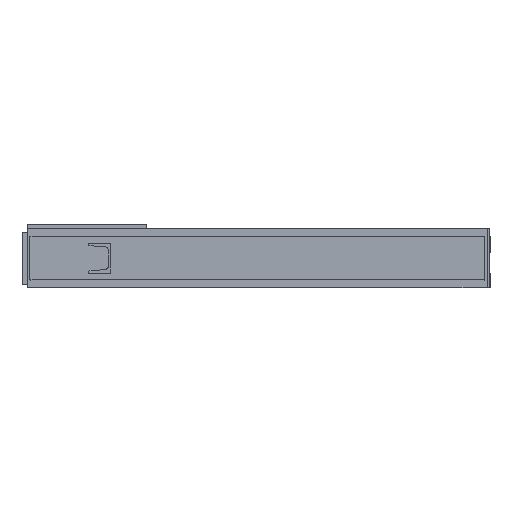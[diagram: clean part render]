
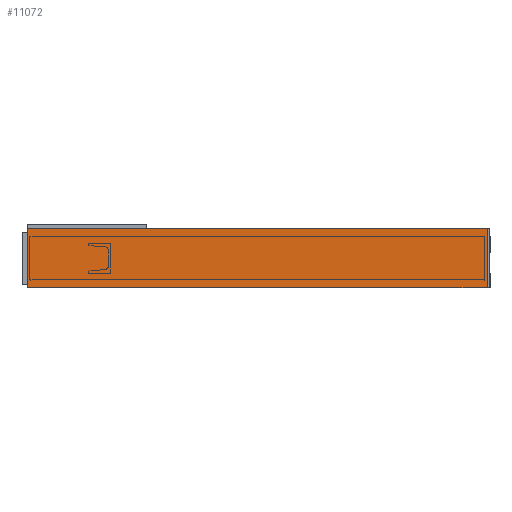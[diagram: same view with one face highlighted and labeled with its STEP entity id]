
A CAD part, left-side view. The second image highlights one B-rep face of the part: STEP entity #11072.
In plain terms, the highlighted planar face has unit normal (-1, 0, 0).
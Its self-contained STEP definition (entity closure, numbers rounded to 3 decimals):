
#308 = DIRECTION ( 'NONE',  ( -1., 0., 0. ) ) ;
#907 = VECTOR ( 'NONE', #1754, 1000. ) ;
#1707 = AXIS2_PLACEMENT_3D ( 'NONE', #6879, #308, #8225 ) ;
#1754 = DIRECTION ( 'NONE',  ( 0., 0., 1. ) ) ;
#2277 = EDGE_CURVE ( 'NONE', #12740, #5168, #9679, .T. ) ;
#2345 = ORIENTED_EDGE ( 'NONE', *, *, #2902, .T. ) ;
#2346 = LINE ( 'NONE', #4408, #907 ) ;
#2902 = EDGE_CURVE ( 'NONE', #3008, #12316, #11378, .T. ) ;
#3002 = DIRECTION ( 'NONE',  ( 0., 0., -1. ) ) ;
#3008 = VERTEX_POINT ( 'NONE', #14010 ) ;
#3764 = ORIENTED_EDGE ( 'NONE', *, *, #16108, .F. ) ;
#4408 = CARTESIAN_POINT ( 'NONE',  ( -825., 617.5, -80. ) ) ;
#4487 = CARTESIAN_POINT ( 'NONE',  ( -825., -617.5, -80. ) ) ;
#5168 = VERTEX_POINT ( 'NONE', #14457 ) ;
#6879 = CARTESIAN_POINT ( 'NONE',  ( -825., 617.5, -80. ) ) ;
#7454 = DIRECTION ( 'NONE',  ( 0., -1., 0. ) ) ;
#7550 = DIRECTION ( 'NONE',  ( 0., -1., 0. ) ) ;
#8225 = DIRECTION ( 'NONE',  ( 0., 0., -1. ) ) ;
#8642 = VECTOR ( 'NONE', #7454, 1000. ) ;
#8945 = CARTESIAN_POINT ( 'NONE',  ( -825., 617.5, -80. ) ) ;
#9222 = PLANE ( 'NONE',  #1707 ) ;
#9679 = LINE ( 'NONE', #15394, #8642 ) ;
#10375 = CARTESIAN_POINT ( 'NONE',  ( -825., 617.5, 80. ) ) ;
#10654 = EDGE_CURVE ( 'NONE', #3008, #12740, #2346, .T. ) ;
#11072 = ADVANCED_FACE ( 'NONE', ( #11509 ), #9222, .T. ) ;
#11088 = ORIENTED_EDGE ( 'NONE', *, *, #10654, .F. ) ;
#11378 = LINE ( 'NONE', #8945, #13662 ) ;
#11434 = EDGE_LOOP ( 'NONE', ( #11559, #11088, #2345, #3764 ) ) ;
#11509 = FACE_OUTER_BOUND ( 'NONE', #11434, .T. ) ;
#11559 = ORIENTED_EDGE ( 'NONE', *, *, #2277, .F. ) ;
#12316 = VERTEX_POINT ( 'NONE', #16750 ) ;
#12740 = VERTEX_POINT ( 'NONE', #10375 ) ;
#13184 = LINE ( 'NONE', #4487, #16514 ) ;
#13662 = VECTOR ( 'NONE', #7550, 1000. ) ;
#14010 = CARTESIAN_POINT ( 'NONE',  ( -825., 617.5, -80. ) ) ;
#14457 = CARTESIAN_POINT ( 'NONE',  ( -825., -617.5, 80. ) ) ;
#15394 = CARTESIAN_POINT ( 'NONE',  ( -825., 617.5, 80. ) ) ;
#16108 = EDGE_CURVE ( 'NONE', #5168, #12316, #13184, .T. ) ;
#16514 = VECTOR ( 'NONE', #3002, 1000. ) ;
#16750 = CARTESIAN_POINT ( 'NONE',  ( -825., -617.5, -80. ) ) ;
